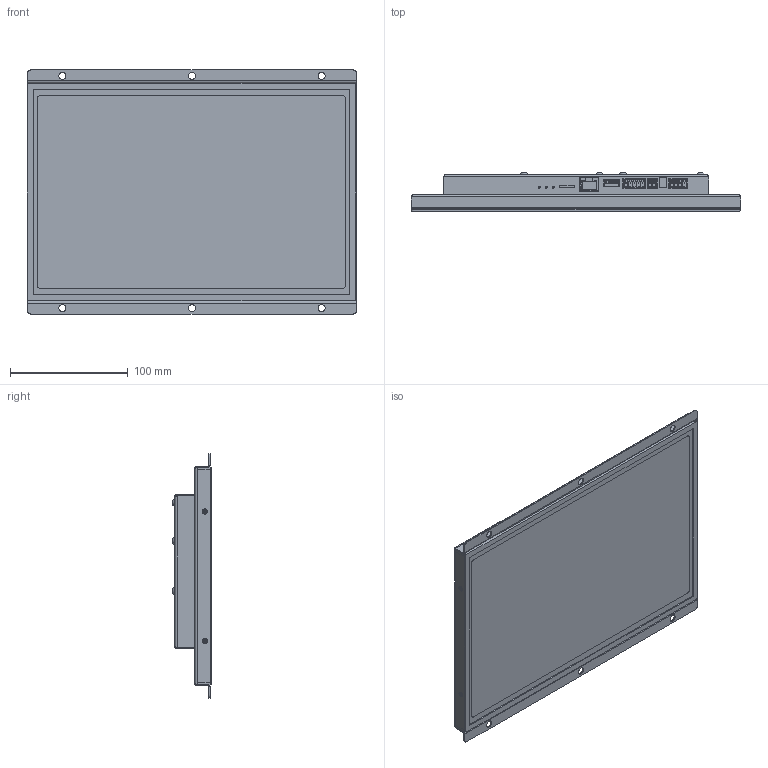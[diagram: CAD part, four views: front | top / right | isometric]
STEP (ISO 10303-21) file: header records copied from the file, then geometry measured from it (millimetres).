
FILE_DESCRIPTION(/* description */ ('fel4B-02A-12,1 Zoll LT-Line'),/* implementation_level */ '2;1');
FILE_NAME(/* name */ '20000094 fel4B-02A-12,1 Zoll LT-Line.stp',/* time_stamp */ '2019-08-21T15:09:07+02:00',/* author */ ('Uwe Kosiol'),/* organization */ (''),/* preprocessor_version */ 'ST-DEVELOPER v17.2',/* originating_system */ 'Autodesk Inventor 2019',/* authorisation */ '');
FILE_SCHEMA (('AUTOMOTIVE_DESIGN { 1 0 10303 214 3 1 1 }'));
Length unit declared in the file: millimetre
Products named in the file (11): 20000094; 00003308; 00000089; 00003295; 00003307 ; 00003435; ANSI B18.3.4M - M3 x 0.5 x 5; ANSI B18.3.4M - M3 x 0.5 x 4; DIN EN ISO 7046-2 H - M2x3 - 8.8 - H1; ANSI B18.3.4M - M3 x 0.5 x 12; 40000016
Assembly tree (26 placements, depth 2):
  20000094
    00003308
    00000089
    00003435  x4
    00003295
    ANSI B18.3.4M - M3 x 0.5 x 5  x4
    00003307 
    ANSI B18.3.4M - M3 x 0.5 x 4  x2
    DIN EN ISO 7046-2 H - M2x3 - 8.8 - H1  x4
    ANSI B18.3.4M - M3 x 0.5 x 12  x4
    40000016  x4
Bounding box: 279.5 x 32.65 x 207 mm (x, y, z)
Volume: 671922.7 mm3; surface area: 356528.8 mm2
Topology: 31 solids, 31 shells, 1226 faces, 3118 edges, 2024 vertices
Faces by surface type: plane 792, cylinder 189, bspline 135, cone 92, torus 14, sphere 4
Full cylindrical faces by diameter (mm): 0.4 x11, 1.5 x3, 1.567 x4, 2 x8, 2.459 x4, 2.6 x4, 3 x14, 3.1 x6, 3.45 x4, 3.8 x4, 4.4 x4, 5.42 x4, 5.7 x10, 6 x6
Entity records: 30802 total; most frequent: CARTESIAN_POINT 7390, ORIENTED_EDGE 4830, DIRECTION 4234, EDGE_CURVE 2415, LINE 1712, VECTOR 1712, VERTEX_POINT 1569, AXIS2_PLACEMENT_3D 1261
